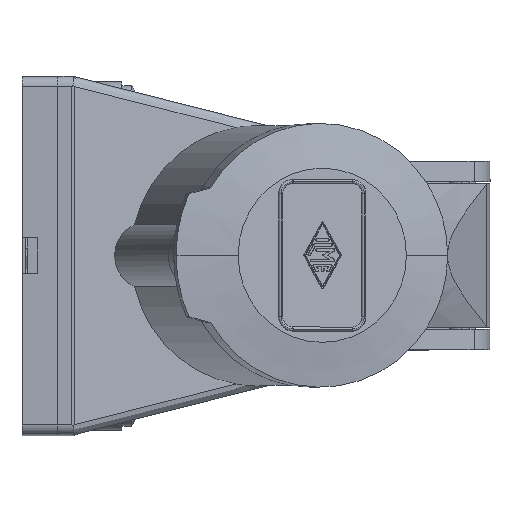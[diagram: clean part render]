
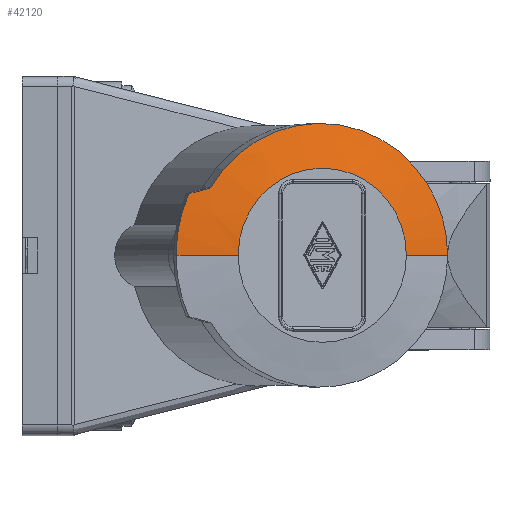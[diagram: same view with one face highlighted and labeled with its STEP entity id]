
A CAD part, top view. The second image highlights one B-rep face of the part: STEP entity #42120.
In plain terms, the highlighted conical face has half-angle 80 degrees and reference radius 33.355 mm.
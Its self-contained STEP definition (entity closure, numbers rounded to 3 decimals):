
#1100=CARTESIAN_POINT('',(-114.,-75.271,-21.612));
#1110=VERTEX_POINT('',#1100);
#3020=CARTESIAN_POINT('',(-100.,-75.271,-25.75));
#3030=VERTEX_POINT('',#3020);
#5440=CARTESIAN_POINT('',(-112.,-73.728,26.401));
#5450=DIRECTION('',(0.966,0.,
-0.259));
#5460=DIRECTION('',(0.259,0.,
0.966));
#5470=AXIS2_PLACEMENT_3D('',#5440,#5450,#5460);
#5480=PLANE('',#5470);
#5530=CARTESIAN_POINT('',(-112.,-75.844,26.401));
#5540=VERTEX_POINT('',#5530);
#5710=CARTESIAN_POINT('',(-113.14,-75.271,
22.145));
#5720=VERTEX_POINT('',#5710);
#5750=CARTESIAN_POINT('',(-100.,-76.612,0.))
;
#5760=DIRECTION('',(0.,-1.,0.));
#5770=DIRECTION('',(0.,0.,-1.));
#5780=AXIS2_PLACEMENT_3D('',#5750,#5760,#5770);
#5790=CONICAL_SURFACE('',#5780,33.355,1.396);
#5800=CARTESIAN_POINT('',(-113.14,-75.271,
22.145));
#5810=CARTESIAN_POINT('',(-113.045,-75.316,
22.5));
#5820=CARTESIAN_POINT('',(-112.95,-75.362,
22.855));
#5830=CARTESIAN_POINT('',(-112.855,-75.408,
23.209));
#5840=CARTESIAN_POINT('',(-112.76,-75.455,
23.564));
#5850=CARTESIAN_POINT('',(-112.665,-75.502,
23.919));
#5860=CARTESIAN_POINT('',(-112.57,-75.55,
24.274));
#5870=CARTESIAN_POINT('',(-112.475,-75.598,
24.628));
#5880=CARTESIAN_POINT('',(-112.38,-75.646,
24.983));
#5890=CARTESIAN_POINT('',(-112.285,-75.695,
25.337));
#5900=CARTESIAN_POINT('',(-112.19,-75.744,
25.692));
#5910=CARTESIAN_POINT('',(-112.095,-75.794,
26.046));
#5920=CARTESIAN_POINT('',(-112.,-75.844,26.401));
#5930=B_SPLINE_CURVE_WITH_KNOTS('',3,(#5800,#5810,#5820,#5830,#5840,
#5850,#5860,#5870,#5880,#5890,#5900,#5910,#5920),.UNSPECIFIED.,.F.,.F.,(
4,3,3,3,4),(0.,1.111,2.222,3.332,
4.443),.UNSPECIFIED.);
#5940=SURFACE_CURVE('',#5930,(#5480,#5790),.CURVE_3D.);
#5950=EDGE_CURVE('',#5720,#5540,#5940,.T.);
#8760=CARTESIAN_POINT('',(-100.,-73.728,0.))
;
#8770=DIRECTION('',(0.,-1.,0.));
#8780=DIRECTION('',(0.,0.,-1.));
#8790=AXIS2_PLACEMENT_3D('',#8760,#8770,#8780);
#8800=CIRCLE('',#8790,17.);
#8810=CARTESIAN_POINT('',(-100.,-73.728,17.));
#8820=VERTEX_POINT('',#8810);
#8830=CARTESIAN_POINT('',(-100.,-73.728,-17.));
#8840=VERTEX_POINT('',#8830);
#8850=EDGE_CURVE('',#8820,#8840,#8800,.T.);
#10060=CARTESIAN_POINT('',(-100.,-75.844,0.))
;
#10070=DIRECTION('',(0.,1.,0.));
#10080=DIRECTION('',(-1.,0.,0.));
#10090=AXIS2_PLACEMENT_3D('',#10060,#10070,#10080);
#10100=CIRCLE('',#10090,29.);
#10110=CARTESIAN_POINT('',(-100.,-75.844,29.));
#10120=VERTEX_POINT('',#10110);
#10130=EDGE_CURVE('',#5540,#10120,#10100,.T.);
#10370=CARTESIAN_POINT('',(-100.,-76.612,33.355));
#10380=DIRECTION('',(0.,-0.174,0.985));
#10390=VECTOR('',#10380,33.87);
#10400=LINE('',#10370,#10390);
#10410=EDGE_CURVE('',#8820,#10120,#10400,.T.);
#10440=CARTESIAN_POINT('',(-100.,-76.612,-33.355));
#10450=DIRECTION('',(0.,-0.174,-0.985));
#10460=VECTOR('',#10450,33.87);
#10470=LINE('',#10440,#10460);
#10480=EDGE_CURVE('',#8840,#3030,#10470,.T.);
#10500=CARTESIAN_POINT('',(-100.,-75.271,0.)
);
#10510=DIRECTION('',(0.,-1.,0.));
#10520=DIRECTION('',(0.,0.,-1.));
#10530=AXIS2_PLACEMENT_3D('',#10500,#10510,#10520);
#10540=CIRCLE('',#10530,25.75);
#13590=CARTESIAN_POINT('',(-100.,-75.271,0.)
);
#13600=DIRECTION('',(0.,1.,0.));
#13610=DIRECTION('',(-1.,0.,0.));
#13620=AXIS2_PLACEMENT_3D('',#13590,#13600,#13610);
#13630=CIRCLE('',#13620,25.75);
#13640=EDGE_CURVE('',#1110,#5720,#13630,.T.);
#41970=CARTESIAN_POINT('',(-100.,-76.612,0.)
);
#41980=DIRECTION('',(0.,-1.,0.));
#41990=DIRECTION('',(0.,0.,-1.));
#42000=AXIS2_PLACEMENT_3D('',#41970,#41980,#41990);
#42010=CONICAL_SURFACE('',#42000,33.355,1.396);
#42020=ORIENTED_EDGE('',*,*,#8850,.T.);
#42030=ORIENTED_EDGE('',*,*,#10410,.F.);
#42040=ORIENTED_EDGE('',*,*,#10130,.T.);
#42050=ORIENTED_EDGE('',*,*,#5950,.T.);
#42060=ORIENTED_EDGE('',*,*,#13640,.T.);
#42070=EDGE_CURVE('',#1110,#3030,#10540,.T.);
#42080=ORIENTED_EDGE('',*,*,#42070,.F.);
#42090=ORIENTED_EDGE('',*,*,#10480,.T.);
#42100=EDGE_LOOP('',(#42090,#42080,#42060,#42050,#42040,#42030,#42020));
#42110=FACE_OUTER_BOUND('',#42100,.T.);
#42120=ADVANCED_FACE('',(#42110),#42010,.T.);
